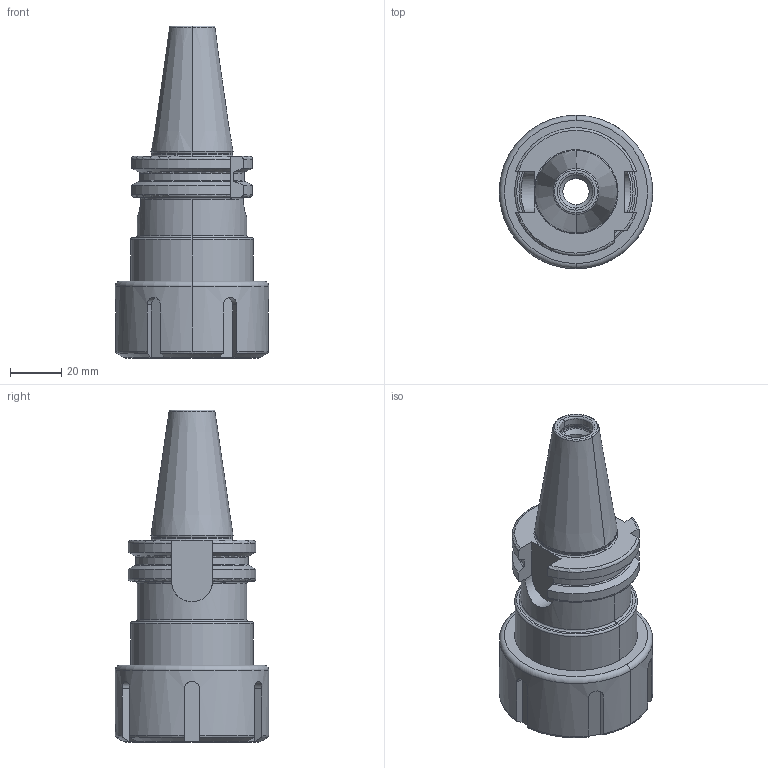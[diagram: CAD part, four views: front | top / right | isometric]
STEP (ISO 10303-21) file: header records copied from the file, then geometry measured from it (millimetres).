
FILE_DESCRIPTION((''),'2;1');
FILE_NAME('302_01_25','2020-12-01T',('104091'),(''),'CREO PARAMETRIC BY PTC INC, 2016260','CREO PARAMETRIC BY PTC INC, 2016260','');
FILE_SCHEMA(('CONFIG_CONTROL_DESIGN'));
Length unit declared in the file: millimetre
Products named in the file (1): 302_01_25
Bounding box: 60 x 60 x 129.8 mm (x, y, z)
Volume: 122606.7 mm3; surface area: 36924.3 mm2
Topology: 1 solids, 1 shells, 207 faces, 514 edges, 320 vertices
Faces by surface type: torus 58, cylinder 56, plane 49, cone 44
Entity records: 6790 total; most frequent: CARTESIAN_POINT 1842, DIRECTION 1060, ORIENTED_EDGE 1028, EDGE_CURVE 514, AXIS2_PLACEMENT_3D 448, VERTEX_POINT 320, CIRCLE 238, EDGE_LOOP 220
